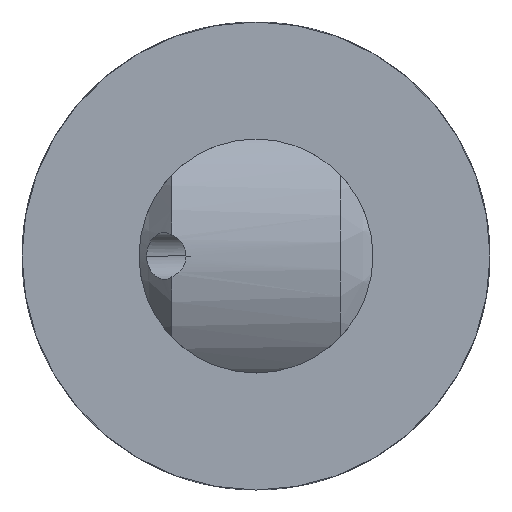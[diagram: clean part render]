
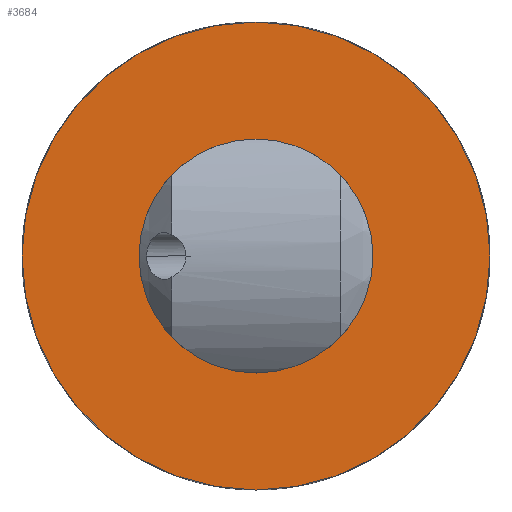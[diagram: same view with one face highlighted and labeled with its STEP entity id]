
A CAD part, left-side view. The second image highlights one B-rep face of the part: STEP entity #3684.
In plain terms, the highlighted face is planar.
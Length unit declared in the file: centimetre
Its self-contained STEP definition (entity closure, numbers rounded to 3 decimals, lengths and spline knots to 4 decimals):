
#956=PLANE('',#3908);
#1057=VERTEX_POINT('',#5398);
#1089=VERTEX_POINT('',#5659);
#1378=CIRCLE('',#3886,1.25);
#1384=CIRCLE('',#3907,2.5);
#1639=EDGE_CURVE('',#1057,#1057,#1378,.T.);
#1685=EDGE_CURVE('',#1089,#1089,#1384,.T.);
#2229=ORIENTED_EDGE('',*,*,#1639,.T.);
#2230=ORIENTED_EDGE('',*,*,#1685,.F.);
#3157=EDGE_LOOP('',(#2229));
#3158=EDGE_LOOP('',(#2230));
#3424=FACE_BOUND('',#3157,.T.);
#3425=FACE_BOUND('',#3158,.T.);
#3684=ADVANCED_FACE('',(#3424,#3425),#956,.T.);
#3886=AXIS2_PLACEMENT_3D('',#5397,#4375,#4376);
#3907=AXIS2_PLACEMENT_3D('',#5658,#4429,#4430);
#3908=AXIS2_PLACEMENT_3D('',#5660,#4431,$);
#4375=DIRECTION('',(0.,0.,-1.));
#4376=DIRECTION('',(1.25,0.,0.));
#4429=DIRECTION('',(0.,0.,-1.));
#4430=DIRECTION('',(2.5,0.,0.));
#4431=DIRECTION('',(0.,0.,1.));
#5397=CARTESIAN_POINT('',(0.,0.,6.45));
#5398=CARTESIAN_POINT('',(-1.25,0.,6.45));
#5658=CARTESIAN_POINT('',(0.,0.,6.45));
#5659=CARTESIAN_POINT('',(2.5,0.,6.45));
#5660=CARTESIAN_POINT('',(0.,0.,6.45));
